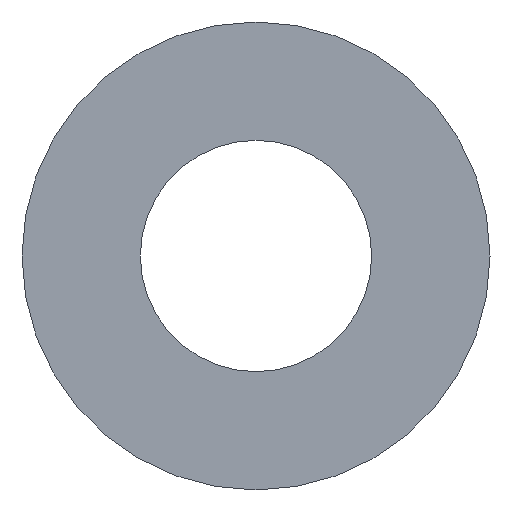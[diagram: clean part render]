
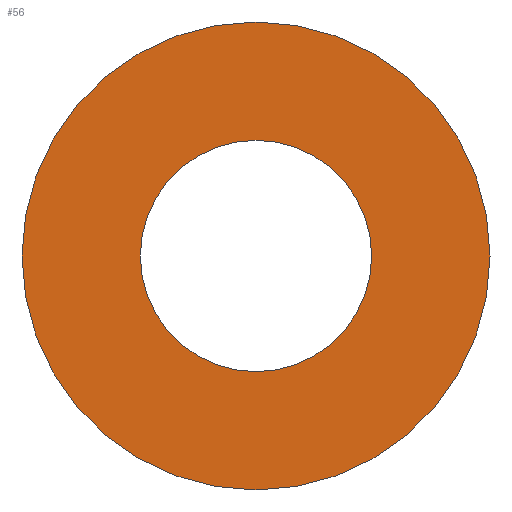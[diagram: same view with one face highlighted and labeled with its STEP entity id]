
A CAD part, left-side view. The second image highlights one B-rep face of the part: STEP entity #56.
In plain terms, the highlighted planar face has unit normal (-1, 0, 0).
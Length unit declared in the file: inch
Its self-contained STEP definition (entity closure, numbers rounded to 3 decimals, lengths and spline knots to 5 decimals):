
#6 = CARTESIAN_POINT ( 'NONE',  ( -1.9685, 0., 0. ) ) ;
#8 = DIRECTION ( 'NONE',  ( 0., 1., 0. ) ) ;
#13 = EDGE_CURVE ( 'NONE', #101, #101, #152, .T. ) ;
#14 = CARTESIAN_POINT ( 'NONE',  ( -1.9685, 1.625, 0. ) ) ;
#33 = DIRECTION ( 'NONE',  ( -1., 0., 0. ) ) ;
#34 = DIRECTION ( 'NONE',  ( -1., 0., 0. ) ) ;
#44 = VERTEX_POINT ( 'NONE', #14 ) ;
#56 = ADVANCED_FACE ( 'NONE', ( #60, #191 ), #87, .T. ) ;
#60 = FACE_OUTER_BOUND ( 'NONE', #180, .T. ) ;
#66 = CIRCLE ( 'NONE', #95, 1.625 ) ;
#80 = EDGE_LOOP ( 'NONE', ( #139 ) ) ;
#87 = PLANE ( 'NONE',  #161 ) ;
#88 = EDGE_CURVE ( 'NONE', #44, #44, #66, .T. ) ;
#95 = AXIS2_PLACEMENT_3D ( 'NONE', #6, #33, #8 ) ;
#99 = AXIS2_PLACEMENT_3D ( 'NONE', #186, #231, #124 ) ;
#101 = VERTEX_POINT ( 'NONE', #150 ) ;
#124 = DIRECTION ( 'NONE',  ( 0., 1., 0. ) ) ;
#130 = DIRECTION ( 'NONE',  ( 0., 0., 1. ) ) ;
#133 = CARTESIAN_POINT ( 'NONE',  ( -1.9685, 1.21407, 0. ) ) ;
#139 = ORIENTED_EDGE ( 'NONE', *, *, #13, .T. ) ;
#150 = CARTESIAN_POINT ( 'NONE',  ( -1.9685, 0.80315, 0. ) ) ;
#152 = CIRCLE ( 'NONE', #99, 0.80315 ) ;
#161 = AXIS2_PLACEMENT_3D ( 'NONE', #133, #34, #130 ) ;
#174 = ORIENTED_EDGE ( 'NONE', *, *, #88, .T. ) ;
#180 = EDGE_LOOP ( 'NONE', ( #174 ) ) ;
#186 = CARTESIAN_POINT ( 'NONE',  ( -1.9685, 0., 0. ) ) ;
#191 = FACE_BOUND ( 'NONE', #80, .T. ) ;
#231 = DIRECTION ( 'NONE',  ( 1., 0., 0. ) ) ;
